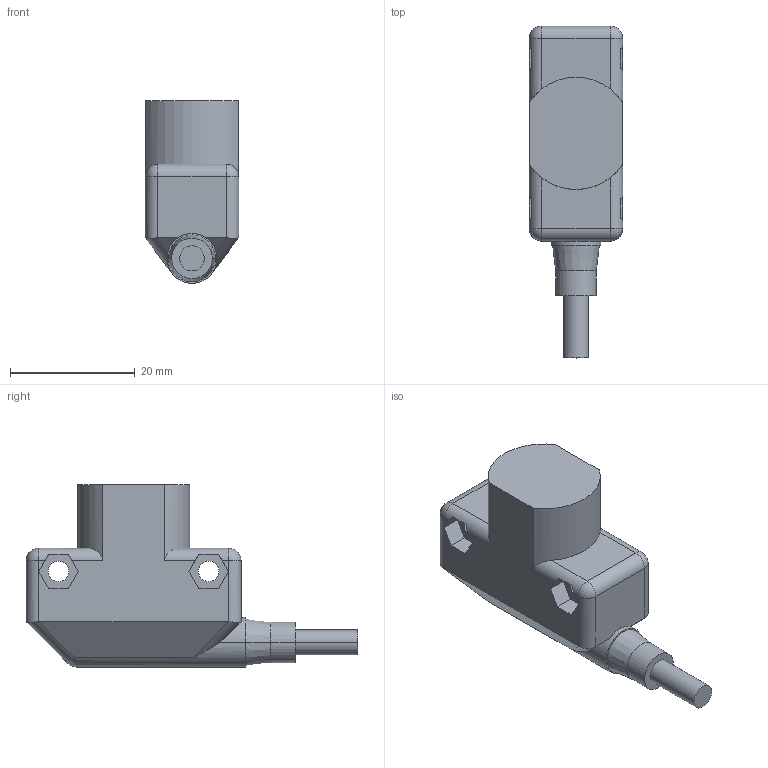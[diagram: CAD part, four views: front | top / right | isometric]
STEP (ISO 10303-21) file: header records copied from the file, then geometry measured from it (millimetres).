
FILE_DESCRIPTION((''),'2;1');
FILE_NAME('ML17_115_F404842A','2006-01-03T',('Pepperl+Fuchs'),('Industriehansa'),'PRO/ENGINEER BY PARAMETRIC TECHNOLOGY CORPORATION, 2005290','PRO/ENGINEER BY PARAMETRIC TECHNOLOGY CORPORATION, 2005290','');
FILE_SCHEMA(('AUTOMOTIVE_DESIGN_CC2 { 1 2 10303 214 -1 1 5 2 }'));
Length unit declared in the file: millimetre
Products named in the file (1): ML17_115_F404842A
Bounding box: 15 x 53.25 x 29.3 mm (x, y, z)
Volume: 10489 mm3; surface area: 3633.9 mm2
Topology: 1 solids, 1 shells, 76 faces, 209 edges, 142 vertices
Faces by surface type: plane 43, cylinder 26, sphere 4, cone 2, bspline 1
Entity records: 3289 total; most frequent: CARTESIAN_POINT 636, ORIENTED_EDGE 400, DIRECTION 368, PRESENTATION_STYLE_ASSIGNMENT 216, STYLED_ITEM 213, CURVE_STYLE 211, EDGE_CURVE 200, VECTOR 138
